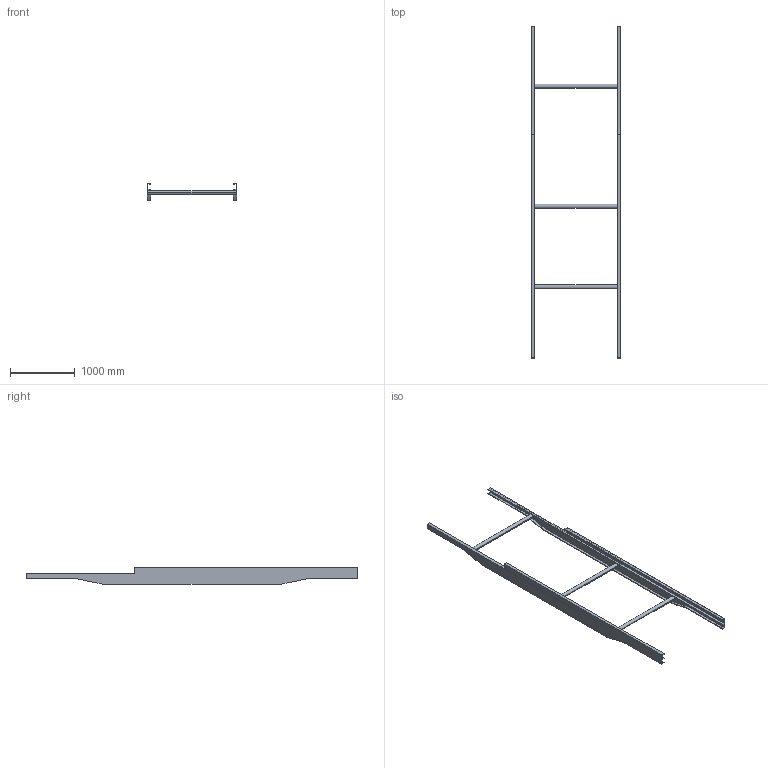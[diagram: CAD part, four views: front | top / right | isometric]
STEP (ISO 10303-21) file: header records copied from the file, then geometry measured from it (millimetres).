
FILE_DESCRIPTION(('CATIA V6 STEP'),'2;1');
FILE_NAME('MAYANK_CHASSISFRAME.stp','2020-01-22T11:37:33+00:00',('none'),('none'),'CATIA V6R2013x','DASSAULT SYSTEMES CATIA V6 STEP AP203','none');
FILE_SCHEMA(('CONFIG_CONTROL_DESIGN'));
Length unit declared in the file: millimetre
Products named in the file (1): 3DPart218419
Bounding box: 1380 x 5130 x 262.5 mm (x, y, z)
Volume: 44185334.4 mm3; surface area: 7299571.2 mm2
Topology: 1 solids, 1 shells, 56 faces, 164 edges, 112 vertices
Faces by surface type: plane 50, cylinder 6
Entity records: 1697 total; most frequent: ORIENTED_EDGE 328, CARTESIAN_POINT 301, DIRECTION 212, EDGE_CURVE 164, VECTOR 152, LINE 152, VERTEX_POINT 112, EDGE_LOOP 62
